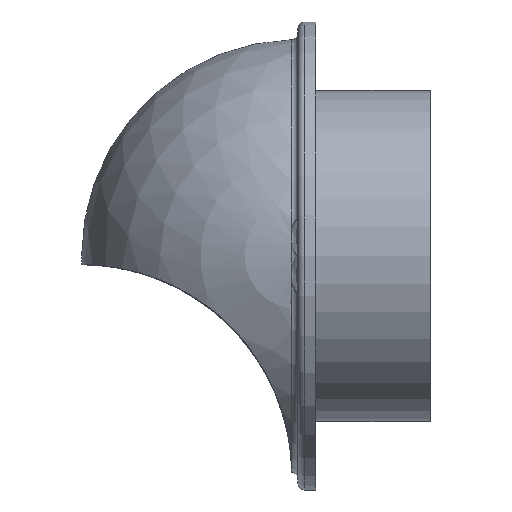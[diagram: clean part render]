
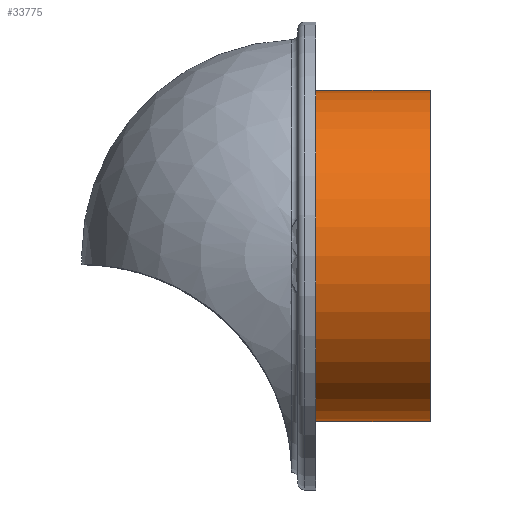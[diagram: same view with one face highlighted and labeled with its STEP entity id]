
A CAD part, top view. The second image highlights one B-rep face of the part: STEP entity #33775.
In plain terms, the highlighted cylindrical face has radius 75 mm (diameter 150 mm), a partial arc.
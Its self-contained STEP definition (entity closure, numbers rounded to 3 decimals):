
#241 = EDGE_CURVE ( 'NONE', #8323, #32472, #29535, .T. ) ;
#430 = AXIS2_PLACEMENT_3D ( 'NONE', #21858, #37344, #21723 ) ;
#1241 = ORIENTED_EDGE ( 'NONE', *, *, #10035, .T. ) ;
#3747 = VECTOR ( 'NONE', #18044, 1000. ) ;
#3979 = CIRCLE ( 'NONE', #17325, 75. ) ;
#4095 = CARTESIAN_POINT ( 'NONE',  ( 52., -75., 0. ) ) ;
#5143 = AXIS2_PLACEMENT_3D ( 'NONE', #16232, #29333, #16091 ) ;
#8323 = VERTEX_POINT ( 'NONE', #4095 ) ;
#9029 = VECTOR ( 'NONE', #19836, 1000. ) ;
#10035 = EDGE_CURVE ( 'NONE', #8323, #28158, #3979, .T. ) ;
#10328 = CYLINDRICAL_SURFACE ( 'NONE', #430, 75. ) ;
#11073 = DIRECTION ( 'NONE',  ( -1., 0., 0. ) ) ;
#11204 = ORIENTED_EDGE ( 'NONE', *, *, #241, .F. ) ;
#14073 = DIRECTION ( 'NONE',  ( 0., -1., 0. ) ) ;
#14111 = VERTEX_POINT ( 'NONE', #35938 ) ;
#14585 = LINE ( 'NONE', #39142, #9029 ) ;
#16091 = DIRECTION ( 'NONE',  ( 0., -1., 0. ) ) ;
#16232 = CARTESIAN_POINT ( 'NONE',  ( 0., 0., 0. ) ) ;
#17325 = AXIS2_PLACEMENT_3D ( 'NONE', #39574, #11073, #14073 ) ;
#18044 = DIRECTION ( 'NONE',  ( -1., 0., 0. ) ) ;
#19719 = EDGE_LOOP ( 'NONE', ( #1241, #40060, #35051, #11204 ) ) ;
#19836 = DIRECTION ( 'NONE',  ( -1., 0., 0. ) ) ;
#21723 = DIRECTION ( 'NONE',  ( 0., -1., 0. ) ) ;
#21858 = CARTESIAN_POINT ( 'NONE',  ( -106., 0., 0. ) ) ;
#26490 = FACE_OUTER_BOUND ( 'NONE', #19719, .T. ) ;
#28158 = VERTEX_POINT ( 'NONE', #36579 ) ;
#29333 = DIRECTION ( 'NONE',  ( -1., 0., 0. ) ) ;
#29535 = LINE ( 'NONE', #37470, #3747 ) ;
#32472 = VERTEX_POINT ( 'NONE', #40197 ) ;
#33775 = ADVANCED_FACE ( 'NONE', ( #26490 ), #10328, .T. ) ;
#35051 = ORIENTED_EDGE ( 'NONE', *, *, #40552, .F. ) ;
#35938 = CARTESIAN_POINT ( 'NONE',  ( 0., 75., 0. ) ) ;
#36579 = CARTESIAN_POINT ( 'NONE',  ( 52., 75., 0. ) ) ;
#37128 = CIRCLE ( 'NONE', #5143, 75. ) ;
#37344 = DIRECTION ( 'NONE',  ( -1., 0., 0. ) ) ;
#37470 = CARTESIAN_POINT ( 'NONE',  ( -106., -75., 0. ) ) ;
#39142 = CARTESIAN_POINT ( 'NONE',  ( -106., 75., 0. ) ) ;
#39438 = EDGE_CURVE ( 'NONE', #28158, #14111, #14585, .T. ) ;
#39574 = CARTESIAN_POINT ( 'NONE',  ( 52., 0., 0. ) ) ;
#40060 = ORIENTED_EDGE ( 'NONE', *, *, #39438, .T. ) ;
#40197 = CARTESIAN_POINT ( 'NONE',  ( 0., -75., 0. ) ) ;
#40552 = EDGE_CURVE ( 'NONE', #32472, #14111, #37128, .T. ) ;
